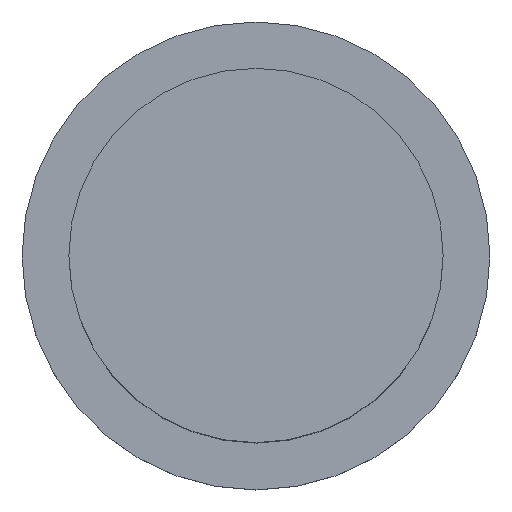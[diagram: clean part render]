
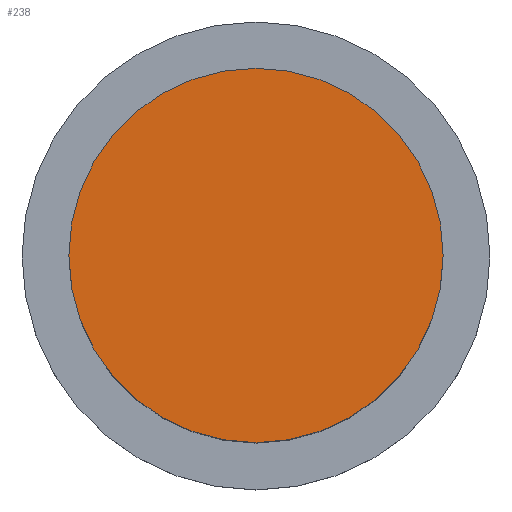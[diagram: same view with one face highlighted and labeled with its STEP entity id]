
A CAD part, top view. The second image highlights one B-rep face of the part: STEP entity #238.
In plain terms, the highlighted planar face has unit normal (0, 0, 1).
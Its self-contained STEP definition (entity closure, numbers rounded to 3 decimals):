
#168 = CYLINDRICAL_SURFACE('',#169,1.27);
#169 = AXIS2_PLACEMENT_3D('',#170,#171,#172);
#170 = CARTESIAN_POINT('',(0.,0.,0.));
#171 = DIRECTION('',(-0.,-0.,-1.));
#172 = DIRECTION('',(1.,0.,-0.));
#189 = VERTEX_POINT('',#190);
#190 = CARTESIAN_POINT('',(1.27,0.,2.223));
#211 = EDGE_CURVE('',#189,#189,#212,.T.);
#212 = SURFACE_CURVE('',#213,(#218,#225),.PCURVE_S1.);
#213 = CIRCLE('',#214,1.27);
#214 = AXIS2_PLACEMENT_3D('',#215,#216,#217);
#215 = CARTESIAN_POINT('',(0.,0.,2.223));
#216 = DIRECTION('',(0.,0.,1.));
#217 = DIRECTION('',(1.,0.,-0.));
#218 = PCURVE('',#168,#219);
#219 = DEFINITIONAL_REPRESENTATION('',(#220),#224);
#220 = LINE('',#221,#222);
#221 = CARTESIAN_POINT('',(-0.,-2.223));
#222 = VECTOR('',#223,1.);
#223 = DIRECTION('',(-1.,0.));
#224 = ( GEOMETRIC_REPRESENTATION_CONTEXT(2) 
PARAMETRIC_REPRESENTATION_CONTEXT() REPRESENTATION_CONTEXT('2D SPACE',''
  ) );
#225 = PCURVE('',#226,#231);
#226 = PLANE('',#227);
#227 = AXIS2_PLACEMENT_3D('',#228,#229,#230);
#228 = CARTESIAN_POINT('',(0.,0.,2.223
    ));
#229 = DIRECTION('',(0.,0.,1.));
#230 = DIRECTION('',(1.,0.,-0.));
#231 = DEFINITIONAL_REPRESENTATION('',(#232),#236);
#232 = CIRCLE('',#233,1.27);
#233 = AXIS2_PLACEMENT_2D('',#234,#235);
#234 = CARTESIAN_POINT('',(0.,0.));
#235 = DIRECTION('',(1.,0.));
#236 = ( GEOMETRIC_REPRESENTATION_CONTEXT(2) 
PARAMETRIC_REPRESENTATION_CONTEXT() REPRESENTATION_CONTEXT('2D SPACE',''
  ) );
#238 = ADVANCED_FACE('',(#239),#226,.T.);
#239 = FACE_BOUND('',#240,.T.);
#240 = EDGE_LOOP('',(#241));
#241 = ORIENTED_EDGE('',*,*,#211,.T.);
